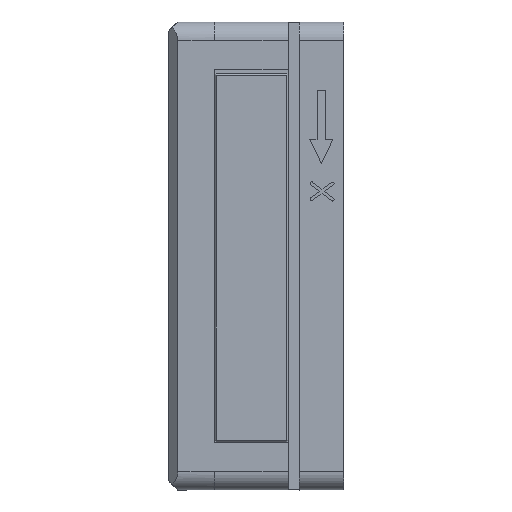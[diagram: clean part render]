
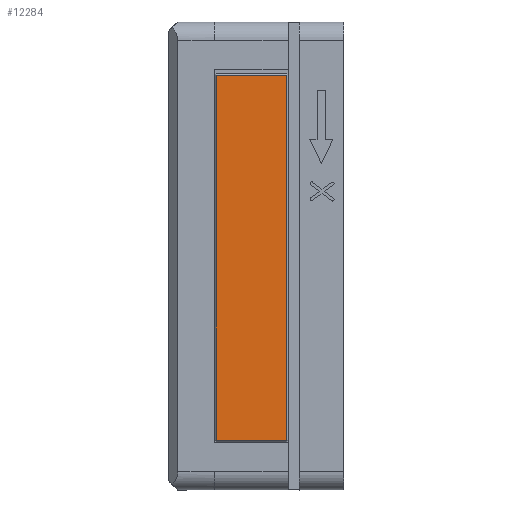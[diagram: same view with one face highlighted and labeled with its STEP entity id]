
A CAD part, left-side view. The second image highlights one B-rep face of the part: STEP entity #12284.
In plain terms, the highlighted planar face has unit normal (-1, 0, 0).
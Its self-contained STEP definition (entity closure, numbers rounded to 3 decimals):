
#600 = CARTESIAN_POINT ( 'NONE',  ( -12.7, 6.9, 9.8 ) ) ;
#1196 = DIRECTION ( 'NONE',  ( 0., 1., 0. ) ) ;
#3811 = CARTESIAN_POINT ( 'NONE',  ( -12.7, 3.1, 9.9 ) ) ;
#5712 = DIRECTION ( 'NONE',  ( 0., 0., -1. ) ) ;
#5727 = VECTOR ( 'NONE', #23486, 1000. ) ;
#11570 = ORIENTED_EDGE ( 'NONE', *, *, #12152, .T. ) ;
#11593 = VERTEX_POINT ( 'NONE', #13921 ) ;
#12152 = EDGE_CURVE ( 'NONE', #32290, #11593, #16541, .T. ) ;
#12200 = EDGE_CURVE ( 'NONE', #45314, #38224, #19533, .T. ) ;
#12284 = ADVANCED_FACE ( 'NONE', ( #20743 ), #17037, .T. ) ;
#12952 = ORIENTED_EDGE ( 'NONE', *, *, #40927, .T. ) ;
#13921 = CARTESIAN_POINT ( 'NONE',  ( -12.7, 3.1, -10. ) ) ;
#14972 = LINE ( 'NONE', #3811, #40992 ) ;
#15050 = CARTESIAN_POINT ( 'NONE',  ( -12.7, 6.9, -10. ) ) ;
#16541 = LINE ( 'NONE', #27212, #5727 ) ;
#17037 = PLANE ( 'NONE',  #27104 ) ;
#19533 = LINE ( 'NONE', #31163, #22374 ) ;
#20507 = VECTOR ( 'NONE', #5712, 1000. ) ;
#20743 = FACE_OUTER_BOUND ( 'NONE', #38951, .T. ) ;
#21687 = EDGE_CURVE ( 'NONE', #38224, #32290, #43665, .T. ) ;
#22374 = VECTOR ( 'NONE', #1196, 1000. ) ;
#23486 = DIRECTION ( 'NONE',  ( 0., -1., 0. ) ) ;
#23529 = ORIENTED_EDGE ( 'NONE', *, *, #12200, .T. ) ;
#24667 = CARTESIAN_POINT ( 'NONE',  ( -12.7, 3.1, 9.8 ) ) ;
#27104 = AXIS2_PLACEMENT_3D ( 'NONE', #32132, #47770, #39838 ) ;
#27212 = CARTESIAN_POINT ( 'NONE',  ( -12.7, 7., -10. ) ) ;
#28263 = CARTESIAN_POINT ( 'NONE',  ( -12.7, 6.9, -0.1 ) ) ;
#31163 = CARTESIAN_POINT ( 'NONE',  ( -12.7, 7., 9.8 ) ) ;
#32132 = CARTESIAN_POINT ( 'NONE',  ( -12.7, 7., -0.1 ) ) ;
#32290 = VERTEX_POINT ( 'NONE', #15050 ) ;
#38224 = VERTEX_POINT ( 'NONE', #600 ) ;
#38951 = EDGE_LOOP ( 'NONE', ( #12952, #23529, #46281, #11570 ) ) ;
#39838 = DIRECTION ( 'NONE',  ( 0., 1., 0. ) ) ;
#40927 = EDGE_CURVE ( 'NONE', #11593, #45314, #14972, .T. ) ;
#40992 = VECTOR ( 'NONE', #45960, 1000. ) ;
#43665 = LINE ( 'NONE', #28263, #20507 ) ;
#45314 = VERTEX_POINT ( 'NONE', #24667 ) ;
#45960 = DIRECTION ( 'NONE',  ( 0., 0., 1. ) ) ;
#46281 = ORIENTED_EDGE ( 'NONE', *, *, #21687, .T. ) ;
#47770 = DIRECTION ( 'NONE',  ( -1., 0., 0. ) ) ;
